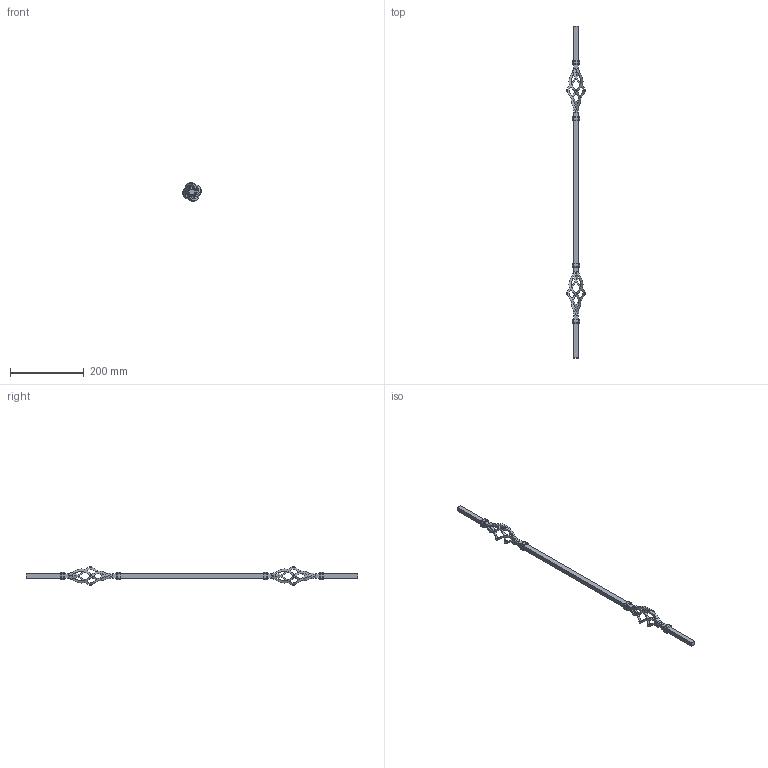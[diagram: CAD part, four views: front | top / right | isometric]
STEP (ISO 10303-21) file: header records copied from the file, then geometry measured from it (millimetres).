
FILE_DESCRIPTION (( 'STEP AP203' ), '1' );
FILE_NAME ('1301.step', '2023-12-21T12:49:22', ( '' ), ( '' ), 'SwSTEP 2.0', 'SolidWorks 2018', '' );
FILE_SCHEMA (( 'CONFIG_CONTROL_DESIGN' ));
Length unit declared in the file: millimetre
Products named in the file (1): 1301
Bounding box: 49.13 x 900 x 49.13 mm (x, y, z)
Volume: 138279.4 mm3; surface area: 64069.2 mm2
Topology: 1 solids, 1 shells, 813 faces, 1958 edges, 1120 vertices
Faces by surface type: plane 326, cylinder 220, bspline 155, torus 112
Entity records: 31027 total; most frequent: CARTESIAN_POINT 13087, ORIENTED_EDGE 3916, DIRECTION 3394, EDGE_CURVE 1958, AXIS2_PLACEMENT_3D 1167, VERTEX_POINT 1120, LINE 1060, VECTOR 1060
